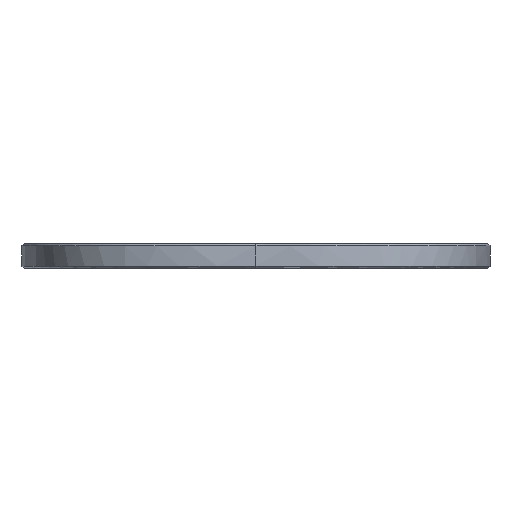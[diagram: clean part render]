
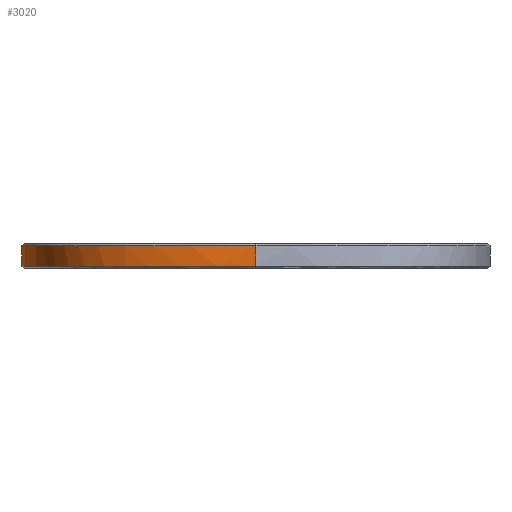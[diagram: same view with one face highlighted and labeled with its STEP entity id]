
A CAD part, left-side view. The second image highlights one B-rep face of the part: STEP entity #3020.
In plain terms, the highlighted free-form (B-spline) face has degree [3, 1] with [10, 2] control points.
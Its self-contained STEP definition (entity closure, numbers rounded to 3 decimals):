
#23 = CARTESIAN_POINT ( 'NONE',  ( -53.525, 231.823, -2. ) ) ;
#34 = ORIENTED_EDGE ( 'NONE', *, *, #3125, .F. ) ;
#54 = LINE ( 'NONE', #1110, #5975 ) ;
#67 = CARTESIAN_POINT ( 'NONE',  ( 15., 233.622, -2. ) ) ;
#194 = CARTESIAN_POINT ( 'NONE',  ( 15., 233.622, 18. ) ) ;
#376 = CARTESIAN_POINT ( 'NONE',  ( -245.337, 68.528, 18. ) ) ;
#463 = CARTESIAN_POINT ( 'NONE',  ( -53.525, 231.823, -2. ) ) ;
#565 = CARTESIAN_POINT ( 'NONE',  ( -19.329, 233.621, 18. ) ) ;
#616 = CARTESIAN_POINT ( 'NONE',  ( -120.776, 220.196, -2. ) ) ;
#711 = CARTESIAN_POINT ( 'NONE',  ( -248.376, 0.008, -2. ) ) ;
#912 = EDGE_CURVE ( 'NONE', #6863, #6866, #1842, .T. ) ;
#923 = CARTESIAN_POINT ( 'NONE',  ( -120.776, 220.196, 18. ) ) ;
#1110 = CARTESIAN_POINT ( 'NONE',  ( 15., 233.622, 20. ) ) ;
#1204 = CARTESIAN_POINT ( 'NONE',  ( -208.587, 166.274, -2. ) ) ;
#1307 = FACE_OUTER_BOUND ( 'NONE', #6174, .T. ) ;
#1357 = CARTESIAN_POINT ( 'NONE',  ( -248.376, 0.008, 18. ) ) ;
#1440 = EDGE_CURVE ( 'NONE', #7238, #6259, #7032, .T. ) ;
#1511 = CARTESIAN_POINT ( 'NONE',  ( -248.375, 34.46, -2. ) ) ;
#1537 = CARTESIAN_POINT ( 'NONE',  ( -225.804, 134.962, 18. ) ) ;
#1576 = VECTOR ( 'NONE', #7439, 1000. ) ;
#1842 = B_SPLINE_CURVE_WITH_KNOTS ( 'NONE', 3,
 ( #67, #2290, #23, #616, #4059, #1204, #5210, #2482, #2455, #4734 ),
 .UNSPECIFIED., .F., .F.,
 ( 4, 2, 2, 2, 4 ),
 ( 0., 0.25, 0.5, 0.75, 1. ),
 .UNSPECIFIED. ) ;
#1911 = CARTESIAN_POINT ( 'NONE',  ( 15., 233.622, -2. ) ) ;
#2105 = ORIENTED_EDGE ( 'NONE', *, *, #2689, .T. ) ;
#2107 = CARTESIAN_POINT ( 'NONE',  ( -208.587, 166.274, 18. ) ) ;
#2213 = ORIENTED_EDGE ( 'NONE', *, *, #912, .T. ) ;
#2290 = CARTESIAN_POINT ( 'NONE',  ( -19.329, 233.621, -2. ) ) ;
#2455 = CARTESIAN_POINT ( 'NONE',  ( -248.375, 34.46, -2. ) ) ;
#2482 = CARTESIAN_POINT ( 'NONE',  ( -245.337, 68.528, -2. ) ) ;
#2634 = CARTESIAN_POINT ( 'NONE',  ( -248.375, 34.46, 18. ) ) ;
#2664 = CARTESIAN_POINT ( 'NONE',  ( -248.376, 0.008, 18. ) ) ;
#2689 = EDGE_CURVE ( 'NONE', #6259, #6863, #54, .T. ) ;
#2806 = CARTESIAN_POINT ( 'NONE',  ( -19.329, 233.621, -2. ) ) ;
#3020 = ADVANCED_FACE ( 'NONE', ( #1307 ), #5757, .T. ) ;
#3125 = EDGE_CURVE ( 'NONE', #7238, #6866, #3195, .T. ) ;
#3195 = LINE ( 'NONE', #3322, #1576 ) ;
#3262 = CARTESIAN_POINT ( 'NONE',  ( -208.587, 166.274, 18. ) ) ;
#3322 = CARTESIAN_POINT ( 'NONE',  ( -248.376, 0.008, 20. ) ) ;
#3778 = CARTESIAN_POINT ( 'NONE',  ( -225.804, 134.962, 18. ) ) ;
#3883 = CARTESIAN_POINT ( 'NONE',  ( -155.313, 209.515, 18. ) ) ;
#4059 = CARTESIAN_POINT ( 'NONE',  ( -155.313, 209.515, -2. ) ) ;
#4385 = CARTESIAN_POINT ( 'NONE',  ( -245.337, 68.528, -2. ) ) ;
#4405 = CARTESIAN_POINT ( 'NONE',  ( 15., 233.622, 18. ) ) ;
#4568 = CARTESIAN_POINT ( 'NONE',  ( 15., 233.622, -2. ) ) ;
#4734 = CARTESIAN_POINT ( 'NONE',  ( -248.376, 0.008, -2. ) ) ;
#4937 = CARTESIAN_POINT ( 'NONE',  ( -248.376, 0.008, -2. ) ) ;
#4958 = CARTESIAN_POINT ( 'NONE',  ( -248.375, 34.46, 18. ) ) ;
#4986 = CARTESIAN_POINT ( 'NONE',  ( -248.376, 0.008, 18. ) ) ;
#5039 = CARTESIAN_POINT ( 'NONE',  ( -53.525, 231.823, 18. ) ) ;
#5119 = CARTESIAN_POINT ( 'NONE',  ( -155.313, 209.515, -2. ) ) ;
#5161 = DIRECTION ( 'NONE',  ( 0., 0., -1. ) ) ;
#5210 = CARTESIAN_POINT ( 'NONE',  ( -225.804, 134.962, -2. ) ) ;
#5546 = CARTESIAN_POINT ( 'NONE',  ( -225.804, 134.962, -2. ) ) ;
#5683 = CARTESIAN_POINT ( 'NONE',  ( -120.776, 220.196, 18. ) ) ;
#5757 = B_SPLINE_SURFACE_WITH_KNOTS ( 'NONE', 3, 1, ( 
 ( #2664, #4937 ),
 ( #2634, #1511 ),
 ( #376, #4385 ),
 ( #1537, #5546 ),
 ( #2107, #7385 ),
 ( #3883, #5119 ),
 ( #5683, #6312 ),
 ( #6269, #463 ),
 ( #565, #2806 ),
 ( #7412, #4568 ) ),
 .UNSPECIFIED., .F., .F., .F.,
 ( 4, 2, 2, 2, 4 ),
 ( 2, 2 ),
 ( 0., 0.25, 0.5, 0.75, 1. ),
 ( 0., 1. ),
 .UNSPECIFIED. ) ;
#5975 = VECTOR ( 'NONE', #5161, 1000. ) ;
#6156 = CARTESIAN_POINT ( 'NONE',  ( -245.337, 68.528, 18. ) ) ;
#6174 = EDGE_LOOP ( 'NONE', ( #34, #6525, #2105, #2213 ) ) ;
#6212 = CARTESIAN_POINT ( 'NONE',  ( -19.329, 233.621, 18. ) ) ;
#6259 = VERTEX_POINT ( 'NONE', #194 ) ;
#6269 = CARTESIAN_POINT ( 'NONE',  ( -53.525, 231.823, 18. ) ) ;
#6312 = CARTESIAN_POINT ( 'NONE',  ( -120.776, 220.196, -2. ) ) ;
#6525 = ORIENTED_EDGE ( 'NONE', *, *, #1440, .T. ) ;
#6728 = CARTESIAN_POINT ( 'NONE',  ( -155.313, 209.515, 18. ) ) ;
#6863 = VERTEX_POINT ( 'NONE', #1911 ) ;
#6866 = VERTEX_POINT ( 'NONE', #711 ) ;
#7032 = B_SPLINE_CURVE_WITH_KNOTS ( 'NONE', 3,
 ( #4986, #4958, #6156, #3778, #3262, #6728, #923, #5039, #6212, #4405 ),
 .UNSPECIFIED., .F., .F.,
 ( 4, 2, 2, 2, 4 ),
 ( 0., 0.25, 0.5, 0.75, 1. ),
 .UNSPECIFIED. ) ;
#7238 = VERTEX_POINT ( 'NONE', #1357 ) ;
#7385 = CARTESIAN_POINT ( 'NONE',  ( -208.587, 166.274, -2. ) ) ;
#7412 = CARTESIAN_POINT ( 'NONE',  ( 15., 233.622, 18. ) ) ;
#7439 = DIRECTION ( 'NONE',  ( 0., 0., -1. ) ) ;
